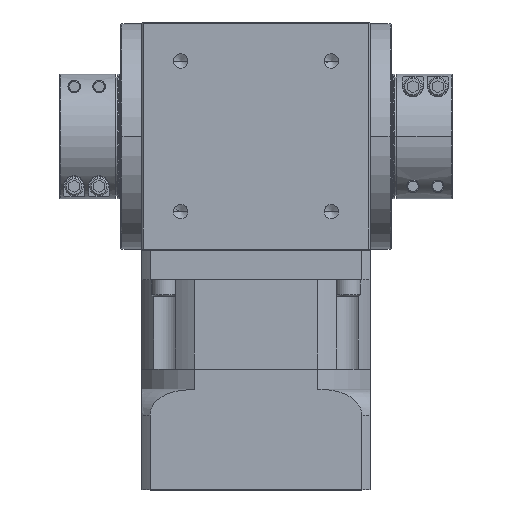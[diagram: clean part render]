
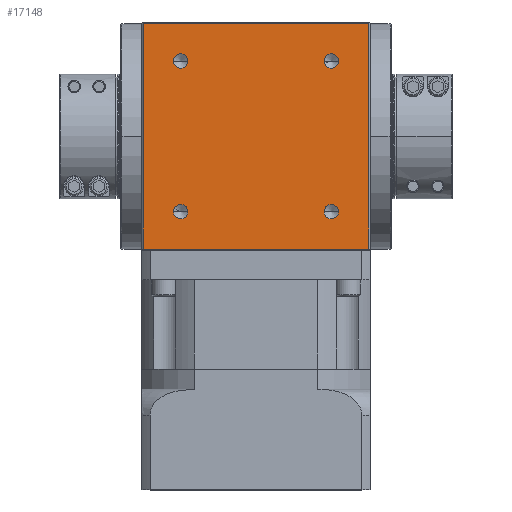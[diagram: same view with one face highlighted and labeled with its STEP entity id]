
A CAD part, top view. The second image highlights one B-rep face of the part: STEP entity #17148.
In plain terms, the highlighted planar face has unit normal (0, 0, 1).
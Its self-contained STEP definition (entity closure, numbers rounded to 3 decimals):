
#395 = FACE_BOUND ( 'NONE', #13783, .T. ) ;
#468 = CARTESIAN_POINT ( 'NONE',  ( -108.5, 0., 110. ) ) ;
#612 = CARTESIAN_POINT ( 'NONE',  ( 79.478, 72.478, 110. ) ) ;
#1140 = CARTESIAN_POINT ( 'NONE',  ( -65.478, 72.478, 110. ) ) ;
#3006 = ORIENTED_EDGE ( 'NONE', *, *, #8313, .F. ) ;
#3136 = EDGE_CURVE ( 'NONE', #15504, #10858, #32264, .T. ) ;
#3379 = DIRECTION ( 'NONE',  ( 1., 0., 0. ) ) ;
#3451 = VERTEX_POINT ( 'NONE', #15972 ) ;
#4069 = CARTESIAN_POINT ( 'NONE',  ( -79.478, -72.478, 110. ) ) ;
#4091 = CARTESIAN_POINT ( 'NONE',  ( 72.478, 72.478, 110. ) ) ;
#4252 = EDGE_CURVE ( 'NONE', #12479, #12584, #23964, .T. ) ;
#4495 = AXIS2_PLACEMENT_3D ( 'NONE', #28557, #11077, #31482 ) ;
#4911 = AXIS2_PLACEMENT_3D ( 'NONE', #31722, #14264, #34650 ) ;
#5256 = EDGE_LOOP ( 'NONE', ( #33024, #25107 ) ) ;
#5397 = EDGE_CURVE ( 'NONE', #3451, #16802, #29810, .T. ) ;
#5888 = VERTEX_POINT ( 'NONE', #9701 ) ;
#6050 = VECTOR ( 'NONE', #3379, 1000. ) ;
#6169 = EDGE_LOOP ( 'NONE', ( #18991, #11912, #7968, #11602 ) ) ;
#6220 = CARTESIAN_POINT ( 'NONE',  ( 108.5, 0., 110. ) ) ;
#6262 = FACE_OUTER_BOUND ( 'NONE', #6169, .T. ) ;
#7044 = DIRECTION ( 'NONE',  ( 1., 0., 0. ) ) ;
#7308 = EDGE_CURVE ( 'NONE', #10858, #28580, #9583, .T. ) ;
#7952 = LINE ( 'NONE', #26737, #6050 ) ;
#7968 = ORIENTED_EDGE ( 'NONE', *, *, #32428, .T. ) ;
#8313 = EDGE_CURVE ( 'NONE', #25029, #12239, #35089, .T. ) ;
#8444 = ORIENTED_EDGE ( 'NONE', *, *, #22702, .F. ) ;
#8714 = AXIS2_PLACEMENT_3D ( 'NONE', #30989, #13546, #33910 ) ;
#9203 = CARTESIAN_POINT ( 'NONE',  ( -108.5, -108.5, 110. ) ) ;
#9358 = ORIENTED_EDGE ( 'NONE', *, *, #34662, .F. ) ;
#9583 = LINE ( 'NONE', #16890, #31973 ) ;
#9701 = CARTESIAN_POINT ( 'NONE',  ( -65.478, -72.478, 110. ) ) ;
#10583 = CIRCLE ( 'NONE', #24041, 7. ) ;
#10646 = DIRECTION ( 'NONE',  ( 0., 0., 1. ) ) ;
#10673 = DIRECTION ( 'NONE',  ( 0., 0., 1. ) ) ;
#10838 = VECTOR ( 'NONE', #35422, 1000. ) ;
#10858 = VERTEX_POINT ( 'NONE', #35721 ) ;
#10958 = CARTESIAN_POINT ( 'NONE',  ( 72.478, -72.478, 110. ) ) ;
#11077 = DIRECTION ( 'NONE',  ( 0., 0., 1. ) ) ;
#11602 = ORIENTED_EDGE ( 'NONE', *, *, #3136, .T. ) ;
#11912 = ORIENTED_EDGE ( 'NONE', *, *, #23762, .T. ) ;
#12239 = VERTEX_POINT ( 'NONE', #19667 ) ;
#12331 = AXIS2_PLACEMENT_3D ( 'NONE', #4091, #24560, #7044 ) ;
#12479 = VERTEX_POINT ( 'NONE', #20524 ) ;
#12584 = VERTEX_POINT ( 'NONE', #35824 ) ;
#13546 = DIRECTION ( 'NONE',  ( 0., 0., 1. ) ) ;
#13783 = EDGE_LOOP ( 'NONE', ( #35032, #20474 ) ) ;
#13888 = DIRECTION ( 'NONE',  ( 1., 0., 0. ) ) ;
#14120 = FACE_BOUND ( 'NONE', #17266, .T. ) ;
#14264 = DIRECTION ( 'NONE',  ( 0., 0., 1. ) ) ;
#15241 = ORIENTED_EDGE ( 'NONE', *, *, #18109, .F. ) ;
#15504 = VERTEX_POINT ( 'NONE', #20136 ) ;
#15972 = CARTESIAN_POINT ( 'NONE',  ( 65.478, 72.478, 110. ) ) ;
#16048 = DIRECTION ( 'NONE',  ( 0., 0., 1. ) ) ;
#16802 = VERTEX_POINT ( 'NONE', #612 ) ;
#16818 = PLANE ( 'NONE',  #4495 ) ;
#16890 = CARTESIAN_POINT ( 'NONE',  ( 0., 108.5, 110. ) ) ;
#17139 = CARTESIAN_POINT ( 'NONE',  ( 72.478, 72.478, 110. ) ) ;
#17148 = ADVANCED_FACE ( 'NONE', ( #37375, #21853, #395, #14120, #6262 ), #16818, .T. ) ;
#17266 = EDGE_LOOP ( 'NONE', ( #9358, #15241 ) ) ;
#17471 = CARTESIAN_POINT ( 'NONE',  ( -108.5, 108.5, 110. ) ) ;
#17498 = VERTEX_POINT ( 'NONE', #4069 ) ;
#18109 = EDGE_CURVE ( 'NONE', #17498, #5888, #22672, .T. ) ;
#18991 = ORIENTED_EDGE ( 'NONE', *, *, #7308, .T. ) ;
#19667 = CARTESIAN_POINT ( 'NONE',  ( -79.478, 72.478, 110. ) ) ;
#20069 = DIRECTION ( 'NONE',  ( 1., 0., 0. ) ) ;
#20136 = CARTESIAN_POINT ( 'NONE',  ( 108.5, -108.5, 110. ) ) ;
#20474 = ORIENTED_EDGE ( 'NONE', *, *, #4252, .F. ) ;
#20524 = CARTESIAN_POINT ( 'NONE',  ( 65.478, -72.478, 110. ) ) ;
#20818 = EDGE_CURVE ( 'NONE', #16802, #3451, #10583, .T. ) ;
#20891 = VERTEX_POINT ( 'NONE', #9203 ) ;
#21853 = FACE_BOUND ( 'NONE', #5256, .T. ) ;
#22431 = CIRCLE ( 'NONE', #34162, 7. ) ;
#22672 = CIRCLE ( 'NONE', #8714, 7. ) ;
#22698 = VECTOR ( 'NONE', #23751, 1000. ) ;
#22702 = EDGE_CURVE ( 'NONE', #12239, #25029, #28737, .T. ) ;
#23363 = AXIS2_PLACEMENT_3D ( 'NONE', #28119, #10646, #31047 ) ;
#23751 = DIRECTION ( 'NONE',  ( 0., 1., 0. ) ) ;
#23762 = EDGE_CURVE ( 'NONE', #28580, #20891, #27229, .T. ) ;
#23964 = CIRCLE ( 'NONE', #4911, 7. ) ;
#24041 = AXIS2_PLACEMENT_3D ( 'NONE', #17139, #37530, #20069 ) ;
#24560 = DIRECTION ( 'NONE',  ( 0., 0., 1. ) ) ;
#25029 = VERTEX_POINT ( 'NONE', #1140 ) ;
#25107 = ORIENTED_EDGE ( 'NONE', *, *, #5397, .F. ) ;
#25381 = AXIS2_PLACEMENT_3D ( 'NONE', #33483, #16048, #36436 ) ;
#26737 = CARTESIAN_POINT ( 'NONE',  ( 0., -108.5, 110. ) ) ;
#27229 = LINE ( 'NONE', #468, #10838 ) ;
#27468 = EDGE_CURVE ( 'NONE', #12584, #12479, #36381, .T. ) ;
#28119 = CARTESIAN_POINT ( 'NONE',  ( -72.478, 72.478, 110. ) ) ;
#28148 = CARTESIAN_POINT ( 'NONE',  ( -72.478, -72.478, 110. ) ) ;
#28557 = CARTESIAN_POINT ( 'NONE',  ( 0., 0., 110. ) ) ;
#28580 = VERTEX_POINT ( 'NONE', #17471 ) ;
#28737 = CIRCLE ( 'NONE', #23363, 7. ) ;
#29810 = CIRCLE ( 'NONE', #12331, 7. ) ;
#30989 = CARTESIAN_POINT ( 'NONE',  ( -72.478, -72.478, 110. ) ) ;
#31047 = DIRECTION ( 'NONE',  ( 1., 0., 0. ) ) ;
#31081 = DIRECTION ( 'NONE',  ( 1., 0., 0. ) ) ;
#31356 = DIRECTION ( 'NONE',  ( 0., 0., 1. ) ) ;
#31482 = DIRECTION ( 'NONE',  ( 1., 0., 0. ) ) ;
#31682 = EDGE_LOOP ( 'NONE', ( #3006, #8444 ) ) ;
#31722 = CARTESIAN_POINT ( 'NONE',  ( 72.478, -72.478, 110. ) ) ;
#31973 = VECTOR ( 'NONE', #37311, 1000. ) ;
#32264 = LINE ( 'NONE', #6220, #22698 ) ;
#32428 = EDGE_CURVE ( 'NONE', #20891, #15504, #7952, .T. ) ;
#33024 = ORIENTED_EDGE ( 'NONE', *, *, #20818, .F. ) ;
#33483 = CARTESIAN_POINT ( 'NONE',  ( -72.478, 72.478, 110. ) ) ;
#33910 = DIRECTION ( 'NONE',  ( 1., 0., 0. ) ) ;
#34162 = AXIS2_PLACEMENT_3D ( 'NONE', #28148, #10673, #31081 ) ;
#34650 = DIRECTION ( 'NONE',  ( 1., 0., 0. ) ) ;
#34662 = EDGE_CURVE ( 'NONE', #5888, #17498, #22431, .T. ) ;
#35032 = ORIENTED_EDGE ( 'NONE', *, *, #27468, .F. ) ;
#35089 = CIRCLE ( 'NONE', #25381, 7. ) ;
#35422 = DIRECTION ( 'NONE',  ( 0., -1., 0. ) ) ;
#35721 = CARTESIAN_POINT ( 'NONE',  ( 108.5, 108.5, 110. ) ) ;
#35824 = CARTESIAN_POINT ( 'NONE',  ( 79.478, -72.478, 110. ) ) ;
#36381 = CIRCLE ( 'NONE', #37256, 7. ) ;
#36436 = DIRECTION ( 'NONE',  ( 1., 0., 0. ) ) ;
#37256 = AXIS2_PLACEMENT_3D ( 'NONE', #10958, #31356, #13888 ) ;
#37311 = DIRECTION ( 'NONE',  ( -1., 0., 0. ) ) ;
#37375 = FACE_BOUND ( 'NONE', #31682, .T. ) ;
#37530 = DIRECTION ( 'NONE',  ( 0., 0., 1. ) ) ;
